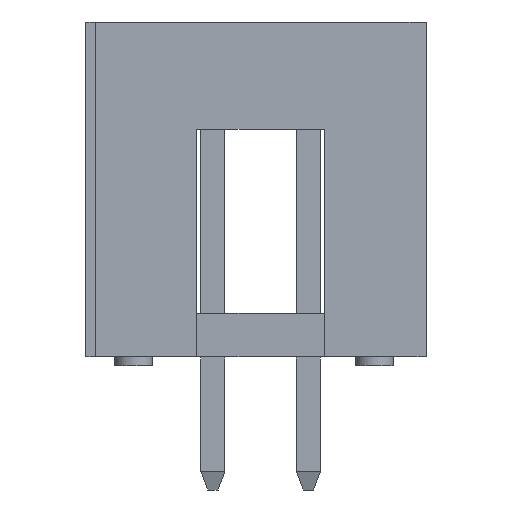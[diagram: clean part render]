
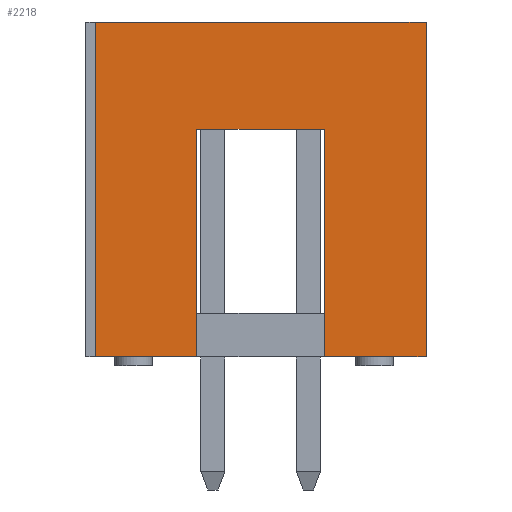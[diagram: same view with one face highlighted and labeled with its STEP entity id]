
A CAD part, left-side view. The second image highlights one B-rep face of the part: STEP entity #2218.
In plain terms, the highlighted planar face has unit normal (-1, 0, 0).
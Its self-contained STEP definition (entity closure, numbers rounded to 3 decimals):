
#286=FACE_OUTER_BOUND('',#406,.T.);
#406=EDGE_LOOP('',(#1683,#1684,#1685,#1686,#1687,#1688,#1689,#1690));
#505=LINE('',#3188,#754);
#509=LINE('',#3196,#758);
#549=LINE('',#3320,#798);
#551=LINE('',#3324,#800);
#592=LINE('',#3405,#841);
#593=LINE('',#3407,#842);
#594=LINE('',#3408,#843);
#595=LINE('',#3409,#844);
#754=VECTOR('',#2595,10.);
#758=VECTOR('',#2599,10.);
#798=VECTOR('',#2713,10.);
#800=VECTOR('',#2717,10.);
#841=VECTOR('',#2778,10.);
#842=VECTOR('',#2779,10.);
#843=VECTOR('',#2780,10.);
#844=VECTOR('',#2781,10.);
#999=VERTEX_POINT('',#3184);
#1001=VERTEX_POINT('',#3187);
#1004=VERTEX_POINT('',#3193);
#1005=VERTEX_POINT('',#3195);
#1052=VERTEX_POINT('',#3319);
#1053=VERTEX_POINT('',#3323);
#1083=VERTEX_POINT('',#3404);
#1084=VERTEX_POINT('',#3406);
#1203=EDGE_CURVE('',#999,#1001,#505,.F.);
#1207=EDGE_CURVE('',#1004,#1005,#509,.F.);
#1267=EDGE_CURVE('',#1005,#1052,#549,.F.);
#1269=EDGE_CURVE('',#1052,#1053,#551,.T.);
#1310=EDGE_CURVE('',#1083,#1004,#592,.F.);
#1311=EDGE_CURVE('',#1084,#1083,#593,.F.);
#1312=EDGE_CURVE('',#1001,#1084,#594,.F.);
#1313=EDGE_CURVE('',#1053,#999,#595,.F.);
#1683=ORIENTED_EDGE('',*,*,#1207,.F.);
#1684=ORIENTED_EDGE('',*,*,#1310,.F.);
#1685=ORIENTED_EDGE('',*,*,#1311,.F.);
#1686=ORIENTED_EDGE('',*,*,#1312,.F.);
#1687=ORIENTED_EDGE('',*,*,#1203,.F.);
#1688=ORIENTED_EDGE('',*,*,#1313,.F.);
#1689=ORIENTED_EDGE('',*,*,#1269,.F.);
#1690=ORIENTED_EDGE('',*,*,#1267,.F.);
#2118=PLANE('',#2454);
#2218=ADVANCED_FACE('',(#286),#2118,.F.);
#2454=AXIS2_PLACEMENT_3D('',#3403,#2776,#2777);
#2595=DIRECTION('',(0.,0.,1.));
#2599=DIRECTION('',(0.,0.,1.));
#2713=DIRECTION('',(0.,-1.,0.));
#2717=DIRECTION('',(0.,0.,1.));
#2776=DIRECTION('center_axis',(1.,0.,0.));
#2777=DIRECTION('ref_axis',(0.,1.,0.));
#2778=DIRECTION('',(0.,1.,0.));
#2779=DIRECTION('',(0.,0.,1.));
#2780=DIRECTION('',(0.,-1.,0.));
#2781=DIRECTION('',(0.,1.,0.));
#3184=CARTESIAN_POINT('',(-16.5,0.15,4.575));
#3187=CARTESIAN_POINT('',(-16.5,0.15,1.875));
#3188=CARTESIAN_POINT('',(-16.5,0.15,2.288));
#3193=CARTESIAN_POINT('',(-16.5,0.15,-1.525));
#3195=CARTESIAN_POINT('',(-16.5,0.15,-4.225));
#3196=CARTESIAN_POINT('',(-16.5,0.15,2.288));
#3319=CARTESIAN_POINT('',(-16.5,9.05,-4.225));
#3320=CARTESIAN_POINT('',(-16.5,-1.847,-4.225));
#3323=CARTESIAN_POINT('',(-16.5,9.05,4.575));
#3324=CARTESIAN_POINT('',(-16.5,9.05,2.288));
#3403=CARTESIAN_POINT('Origin',(-16.5,-3.693,4.575));
#3404=CARTESIAN_POINT('',(-16.5,6.2,-1.525));
#3405=CARTESIAN_POINT('',(-16.5,1.253,-1.525));
#3406=CARTESIAN_POINT('',(-16.5,6.2,1.875));
#3407=CARTESIAN_POINT('',(-16.5,6.2,1.463));
#3408=CARTESIAN_POINT('',(-16.5,1.253,1.875));
#3409=CARTESIAN_POINT('',(-16.5,2.653,4.575));
